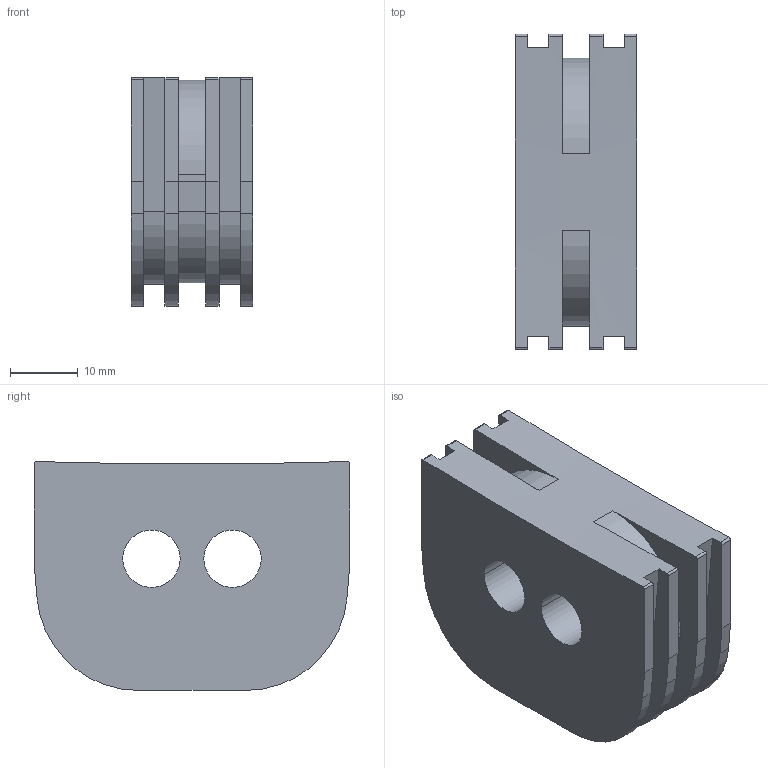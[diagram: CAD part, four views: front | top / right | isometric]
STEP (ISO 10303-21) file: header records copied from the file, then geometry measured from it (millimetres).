
FILE_DESCRIPTION(('CATIA V5 STEP Exchange','CAx-IF Rec.Pracs.--- Model Styling and Organization---1.4--- 2014-01-23'),'2;1');
FILE_NAME ('D1448609_1_1114530000_S3D_1114530000.stp','2022-05-18T06:42:21+00:00',('none'),('Weidmueller'),'CATIA Version 5-6 Release 2016 SP3 HF44','CATIA V5 STEP AP214','none');
FILE_SCHEMA(('AUTOMOTIVE_DESIGN { 1 0 10303 214 1 1 1 1 }'));
Length unit declared in the file: millimetre
Products named in the file (1): S3D_1114530000
Bounding box: 18 x 46.73 x 33.88 mm (x, y, z)
Volume: 20713.7 mm3; surface area: 8125.5 mm2
Topology: 1 solids, 1 shells, 68 faces, 198 edges, 132 vertices
Faces by surface type: plane 39, cylinder 29
Entity records: 2072 total; most frequent: ORIENTED_EDGE 396, CARTESIAN_POINT 367, DIRECTION 270, EDGE_CURVE 198, VERTEX_POINT 132, VECTOR 128, LINE 128, AXIS2_PLACEMENT_3D 107
